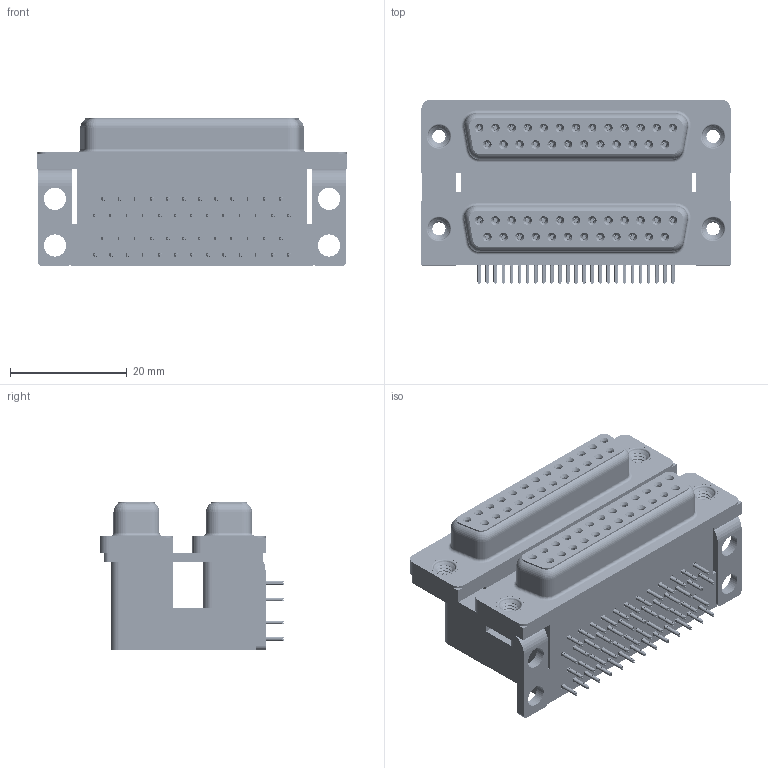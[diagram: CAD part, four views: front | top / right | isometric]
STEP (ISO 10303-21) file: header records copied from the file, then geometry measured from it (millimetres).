
FILE_DESCRIPTION (( 'STEP AP203' ), '1' );
FILE_NAME ('662-025-364-002.STEP', '2022-06-16T23:26:40', ( '' ), ( '' ), 'SwSTEP 2.0', 'SolidWorks 2020', '' );
FILE_SCHEMA (( 'CONFIG_CONTROL_DESIGN' ));
Length unit declared in the file: millimetre
Products named in the file (11): 662 Contact Bottom Lower; 662 Contact Top Lower; 662-025-364-002; 662 Mounting Bracket_NoneL; 662 Housing Lower_25 Contacts; 662 Contact Top Upper_L; 662 Threaded Rivet_4-40; 662 Shell_25 Contacts; 662 Housing Upper_25 Contacts L; 662 Contact Bottom Upper_L; 662 Housing Spacer_25 Contacts L
Assembly tree (61 placements, depth 2):
  662-025-364-002
    662 Housing Lower_25 Contacts
    662 Housing Spacer_25 Contacts L
    662 Housing Upper_25 Contacts L
    662 Shell_25 Contacts  x2
    662 Contact Bottom Lower  x12
    662 Contact Top Lower  x13
    662 Contact Bottom Upper_L  x12
    662 Contact Top Upper_L  x13
    662 Mounting Bracket_NoneL  x2
    662 Threaded Rivet_4-40  x4
Bounding box: 53.04 x 31.61 x 25.4 mm (x, y, z)
Volume: 22879.2 mm3; surface area: 24940.7 mm2
Topology: 61 solids, 61 shells, 7792 faces, 20454 edges, 12836 vertices
Faces by surface type: plane 3576, cylinder 1804, bspline 1716, cone 620, torus 76
Entity records: 60289 total; most frequent: CARTESIAN_POINT 17686, ORIENTED_EDGE 8506, DIRECTION 7666, EDGE_CURVE 4253, VECTOR 3028, LINE 3028, VERTEX_POINT 2729, AXIS2_PLACEMENT_3D 2319
